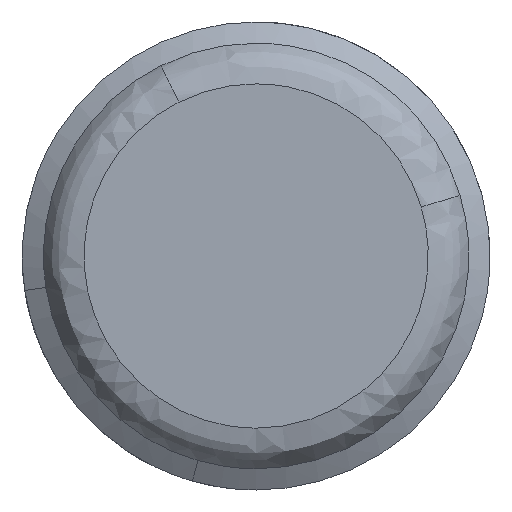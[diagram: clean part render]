
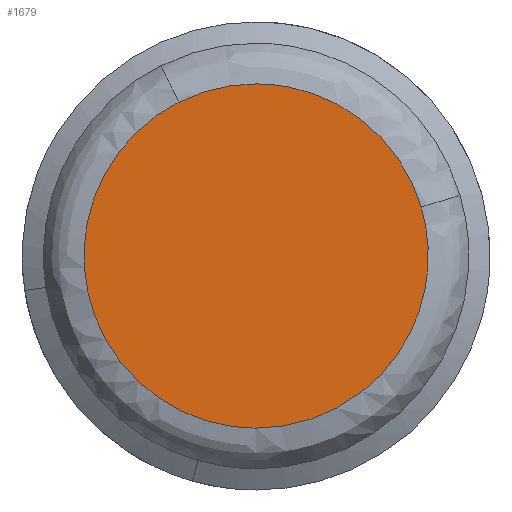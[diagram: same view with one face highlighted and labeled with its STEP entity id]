
A CAD part, left-side view. The second image highlights one B-rep face of the part: STEP entity #1679.
In plain terms, the highlighted free-form (B-spline) face has degree [1, 1] with [2, 2] control points.
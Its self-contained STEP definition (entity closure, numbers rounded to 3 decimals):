
#1515=CARTESIAN_POINT('',(-8.0,-3.878,1.153));
#1516=VERTEX_POINT('',#1515);
#1530=CARTESIAN_POINT('',(-8.0,0.0,-4.046));
#1531=VERTEX_POINT('',#1530);
#1532=CARTESIAN_POINT('',(-8.0,0.0,-4.046));
#1533=CARTESIAN_POINT('',(-8.0,-4.046,-4.046));
#1534=CARTESIAN_POINT('',(-8.0,-4.046,0.0));
#1535=CARTESIAN_POINT('',(-8.0,-4.046,0.589));
#1536=CARTESIAN_POINT('',(-8.0,-3.878,1.153));
#1544=(BOUNDED_CURVE()B_SPLINE_CURVE(2,(#1532,#1533,#1534,#1535,#1536),.UNSPECIFIED.,.F.,.U.)B_SPLINE_CURVE_WITH_KNOTS((3,2,3),(0.5,0.75,0.799),.UNSPECIFIED.)CURVE()GEOMETRIC_REPRESENTATION_ITEM()RATIONAL_B_SPLINE_CURVE((1.0,0.707,1.0,0.943,0.908))REPRESENTATION_ITEM(''));
#1545=EDGE_CURVE('',#1531,#1516,#1544,.T.);
#1547=CARTESIAN_POINT('',(-8.,1.812,3.617));
#1548=VERTEX_POINT('',#1547);
#1549=CARTESIAN_POINT('',(-8.,1.812,3.617));
#1550=CARTESIAN_POINT('',(-8.0,4.046,2.498));
#1551=CARTESIAN_POINT('',(-8.0,4.046,0.0));
#1552=CARTESIAN_POINT('',(-8.0,4.046,-4.046));
#1553=CARTESIAN_POINT('',(-8.0,0.0,-4.046));
#1561=(BOUNDED_CURVE()B_SPLINE_CURVE(2,(#1549,#1550,#1551,#1552,#1553),.UNSPECIFIED.,.F.,.U.)B_SPLINE_CURVE_WITH_KNOTS((3,2,3),(0.076,0.25,0.5),.UNSPECIFIED.)CURVE()GEOMETRIC_REPRESENTATION_ITEM()RATIONAL_B_SPLINE_CURVE((0.876,0.796,1.0,0.707,1.0))REPRESENTATION_ITEM(''));
#1562=EDGE_CURVE('',#1548,#1531,#1561,.T.);
#1605=CARTESIAN_POINT('',(-8.0,0.0,4.046));
#1606=VERTEX_POINT('',#1605);
#1607=CARTESIAN_POINT('',(-8.0,0.0,4.046));
#1608=CARTESIAN_POINT('',(-8.0,0.957,4.046));
#1609=CARTESIAN_POINT('',(-8.,1.812,3.617));
#1617=(BOUNDED_CURVE()B_SPLINE_CURVE(2,(#1607,#1608,#1609),.UNSPECIFIED.,.F.,.U.)B_SPLINE_CURVE_WITH_KNOTS((3,3),(0.0,0.076),.UNSPECIFIED.)CURVE()GEOMETRIC_REPRESENTATION_ITEM()RATIONAL_B_SPLINE_CURVE((1.0,0.911,0.876))REPRESENTATION_ITEM(''));
#1618=EDGE_CURVE('',#1606,#1548,#1617,.T.);
#1620=CARTESIAN_POINT('',(-8.0,-3.878,1.153));
#1621=CARTESIAN_POINT('',(-8.0,-3.018,4.046));
#1622=CARTESIAN_POINT('',(-8.0,0.0,4.046));
#1630=(BOUNDED_CURVE()B_SPLINE_CURVE(2,(#1620,#1621,#1622),.UNSPECIFIED.,.F.,.U.)B_SPLINE_CURVE_WITH_KNOTS((3,3),(0.799,1.0),.UNSPECIFIED.)CURVE()GEOMETRIC_REPRESENTATION_ITEM()RATIONAL_B_SPLINE_CURVE((0.908,0.764,1.0))REPRESENTATION_ITEM(''));
#1631=EDGE_CURVE('',#1516,#1606,#1630,.T.);
#1668=CARTESIAN_POINT('',(-8.0,-4.449,4.45));
#1669=CARTESIAN_POINT('',(-8.0,-4.449,-4.45));
#1670=CARTESIAN_POINT('',(-8.0,4.447,4.45));
#1671=CARTESIAN_POINT('',(-8.0,4.447,-4.45));
#1672=B_SPLINE_SURFACE_WITH_KNOTS('',1,1,((#1668,#1670),(#1669,#1671)),.UNSPECIFIED.,.F.,.F.,.U.,(2,2),(2,2),(0.0,8.9),(0.0,8.897),.UNSPECIFIED.);
#1673=ORIENTED_EDGE('',*,*,#1618,.T.);
#1674=ORIENTED_EDGE('',*,*,#1562,.T.);
#1675=ORIENTED_EDGE('',*,*,#1545,.T.);
#1676=ORIENTED_EDGE('',*,*,#1631,.T.);
#1677=EDGE_LOOP('',(#1673,#1674,#1675,#1676));
#1678=FACE_OUTER_BOUND('',#1677,.T.);
#1679=ADVANCED_FACE('',(#1678),#1672,.F.);
